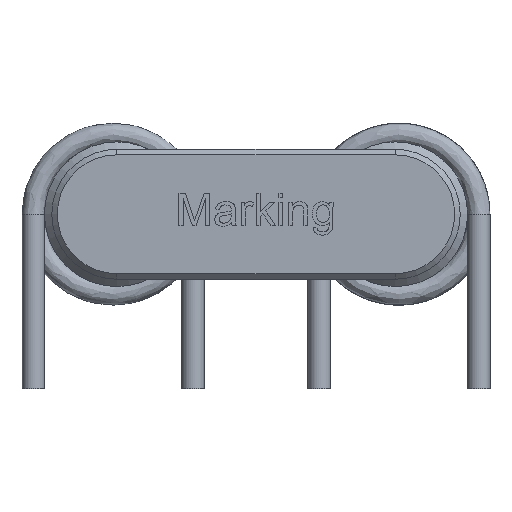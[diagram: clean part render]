
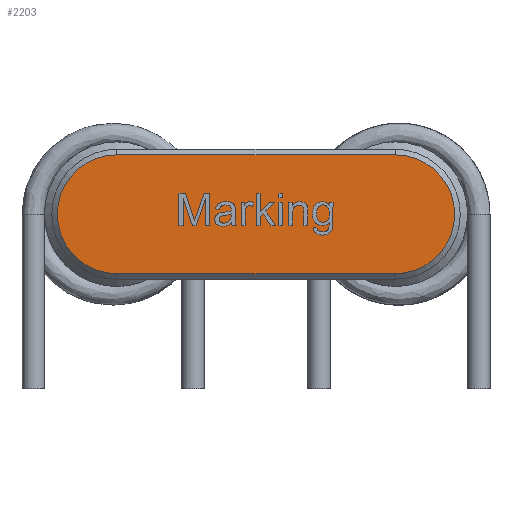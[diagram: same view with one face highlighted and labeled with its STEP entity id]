
A CAD part, front view. The second image highlights one B-rep face of the part: STEP entity #2203.
In plain terms, the highlighted planar face has unit normal (0, -1, 0).
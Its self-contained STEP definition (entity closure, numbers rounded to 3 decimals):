
#282=CIRCLE('',#2595,3.2);
#283=CIRCLE('',#2596,3.2);
#404=ORIENTED_EDGE('',*,*,#1050,.T.);
#405=ORIENTED_EDGE('',*,*,#1051,.T.);
#406=ORIENTED_EDGE('',*,*,#1052,.T.);
#407=ORIENTED_EDGE('',*,*,#1053,.T.);
#1050=EDGE_CURVE('',#1369,#1370,#1566,.T.);
#1051=EDGE_CURVE('',#1370,#1371,#282,.T.);
#1052=EDGE_CURVE('',#1371,#1372,#1567,.T.);
#1053=EDGE_CURVE('',#1372,#1369,#283,.T.);
#1369=VERTEX_POINT('',#3414);
#1370=VERTEX_POINT('',#3415);
#1371=VERTEX_POINT('',#3417);
#1372=VERTEX_POINT('',#3419);
#1566=LINE('',#3413,#1667);
#1567=LINE('',#3418,#1668);
#1667=VECTOR('',#2847,1000.);
#1668=VECTOR('',#2850,1000.);
#1764=EDGE_LOOP('',(#404,#405,#406,#407));
#1941=FACE_BOUND('',#1764,.T.);
#2112=PLANE('',#2594);
#2203=ADVANCED_FACE('',(#1941),#2112,.T.);
#2594=AXIS2_PLACEMENT_3D('',#3412,#2845,#2846);
#2595=AXIS2_PLACEMENT_3D('',#3416,#2848,#2849);
#2596=AXIS2_PLACEMENT_3D('',#3420,#2851,#2852);
#2845=DIRECTION('',(0.,-1.,0.));
#2846=DIRECTION('',(0.,0.,-1.));
#2847=DIRECTION('',(1.,0.,0.));
#2848=DIRECTION('',(0.,-1.,0.));
#2849=DIRECTION('',(0.,0.,-1.));
#2850=DIRECTION('',(-1.,0.,0.));
#2851=DIRECTION('',(0.,-1.,0.));
#2852=DIRECTION('',(0.,0.,-1.));
#3412=CARTESIAN_POINT('',(7.5,-12.,0.));
#3413=CARTESIAN_POINT('',(7.5,-12.,-3.2));
#3414=CARTESIAN_POINT('',(-7.5,-12.,-3.2));
#3415=CARTESIAN_POINT('',(7.5,-12.,-3.2));
#3416=CARTESIAN_POINT('',(7.5,-12.,0.));
#3417=CARTESIAN_POINT('',(7.5,-12.,3.2));
#3418=CARTESIAN_POINT('',(-7.5,-12.,3.2));
#3419=CARTESIAN_POINT('',(-7.5,-12.,3.2));
#3420=CARTESIAN_POINT('',(-7.5,-12.,0.));
